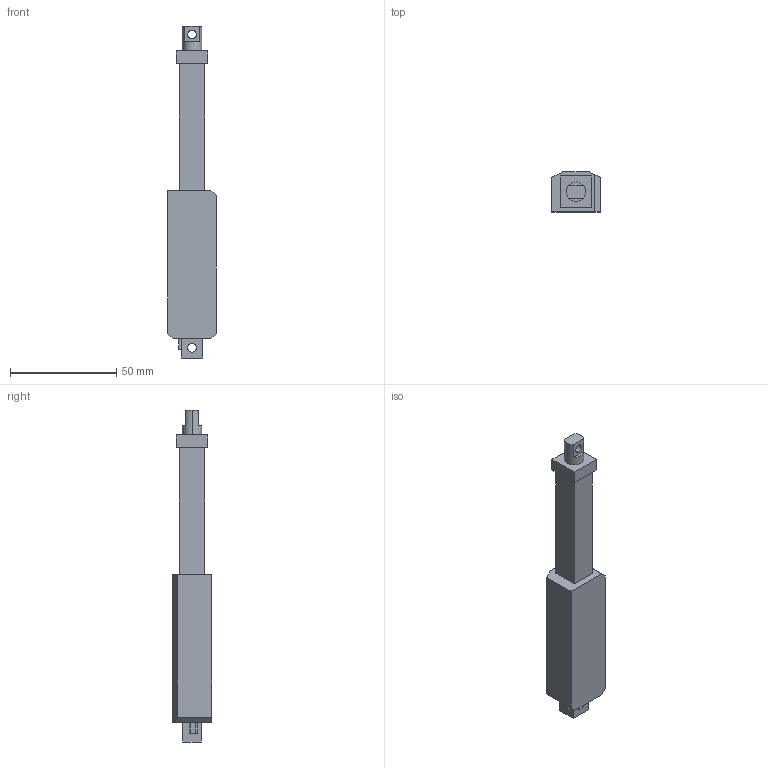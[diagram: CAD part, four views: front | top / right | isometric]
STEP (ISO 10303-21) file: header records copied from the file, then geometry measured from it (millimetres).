
FILE_DESCRIPTION (( 'STEP AP214' ), '1' );
FILE_NAME ('PA-07-2.STEP', '2017-05-17T17:08:52', ( '' ), ( '' ), 'SwSTEP 2.0', 'SolidWorks 2017', '' );
FILE_SCHEMA (( 'AUTOMOTIVE_DESIGN' ));
Length unit declared in the file: inch
Products named in the file (1): PA-07-2
Bounding box: 22.86 x 18.8 x 156.46 mm (x, y, z)
Volume: 40280.6 mm3; surface area: 10505.2 mm2
Topology: 1 solids, 1 shells, 41 faces, 105 edges, 70 vertices
Faces by surface type: plane 33, cylinder 8
Entity records: 1287 total; most frequent: CARTESIAN_POINT 217, ORIENTED_EDGE 210, DIRECTION 209, EDGE_CURVE 105, LINE 85, VECTOR 85, VERTEX_POINT 70, AXIS2_PLACEMENT_3D 62
